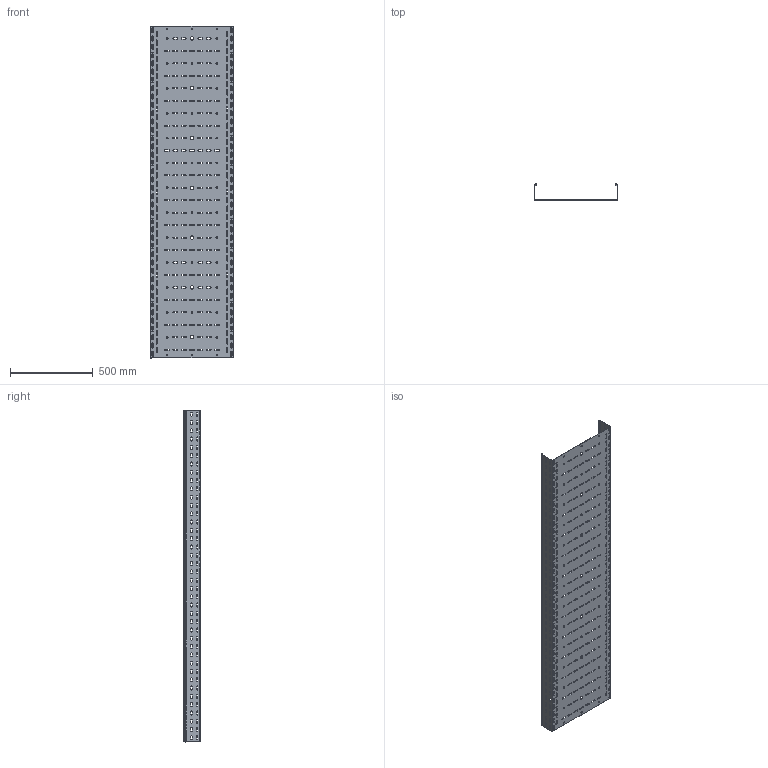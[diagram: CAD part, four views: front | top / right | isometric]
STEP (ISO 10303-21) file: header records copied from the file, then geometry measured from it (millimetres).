
FILE_DESCRIPTION (( 'STEP AP203' ), '1' );
FILE_NAME ('CLP10-100-500-200-2 Ëîòîê ïåðôîðèðîâàííûé ESCA 100õ500õ2000-2,0 IEK.STEP', '2021-10-04T08:20:43', ( '' ), ( '' ), 'SwSTEP 2.0', 'SolidWorks 2017', '' );
FILE_SCHEMA (( 'CONFIG_CONTROL_DESIGN' ));
Length unit declared in the file: millimetre
Products named in the file (1): CLP10-100-500-200-2 Ëîòîê ïåðôîðèðîâàííûé ESCA 100õ500õ2000-2,0 IEK
Bounding box: 500 x 99.97 x 2000 mm (x, y, z)
Volume: 2785393.7 mm3; surface area: 2718459.2 mm2
Topology: 1 solids, 1 shells, 2324 faces, 6966 edges, 4644 vertices
Faces by surface type: cylinder 1342, plane 982
Entity records: 81435 total; most frequent: DIRECTION 14300, CARTESIAN_POINT 13935, ORIENTED_EDGE 13932, EDGE_CURVE 6966, AXIS2_PLACEMENT_3D 5009, VERTEX_POINT 4644, VECTOR 4282, LINE 4282
